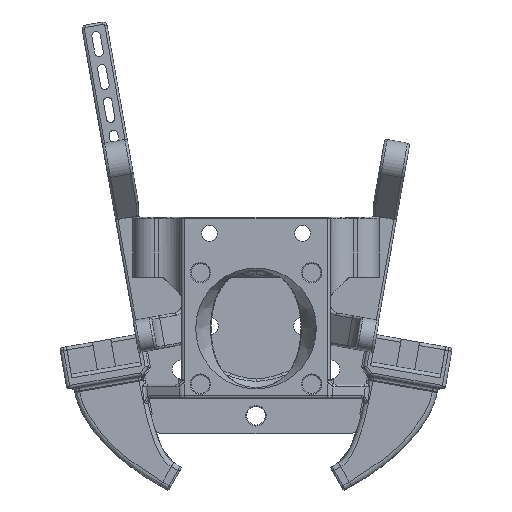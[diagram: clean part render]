
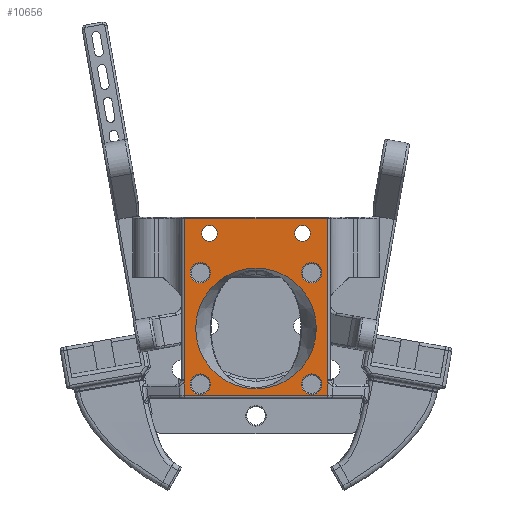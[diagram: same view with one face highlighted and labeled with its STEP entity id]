
A CAD part, front view. The second image highlights one B-rep face of the part: STEP entity #10656.
In plain terms, the highlighted planar face has unit normal (0, -1, 0).
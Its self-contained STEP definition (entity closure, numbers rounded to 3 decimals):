
#599=FACE_BOUND('',#2515,.T.);
#600=FACE_BOUND('',#2516,.T.);
#601=FACE_BOUND('',#2517,.T.);
#602=FACE_BOUND('',#2518,.T.);
#603=FACE_BOUND('',#2519,.T.);
#604=FACE_BOUND('',#2520,.T.);
#605=FACE_BOUND('',#2521,.T.);
#699=CIRCLE('',#11107,2.2);
#703=CIRCLE('',#11113,2.2);
#875=CIRCLE('',#11462,1.6);
#936=CIRCLE('',#11626,1.7);
#974=CIRCLE('',#11684,1.6);
#975=CIRCLE('',#11685,13.);
#976=CIRCLE('',#11686,2.2);
#977=CIRCLE('',#11687,1.7);
#978=CIRCLE('',#11688,2.2);
#1821=FACE_OUTER_BOUND('',#2514,.T.);
#2514=EDGE_LOOP('',(#8721,#8722,#8723,#8724,#8725,#8726,#8727,#8728));
#2515=EDGE_LOOP('',(#8729));
#2516=EDGE_LOOP('',(#8730));
#2517=EDGE_LOOP('',(#8731));
#2518=EDGE_LOOP('',(#8732));
#2519=EDGE_LOOP('',(#8733));
#2520=EDGE_LOOP('',(#8734));
#2521=EDGE_LOOP('',(#8735));
#3147=LINE('',#19050,#3874);
#3225=LINE('',#19909,#3952);
#3258=LINE('',#20509,#3985);
#3272=LINE('',#20726,#3999);
#3273=LINE('',#20729,#4000);
#3274=LINE('',#20732,#4001);
#3874=VECTOR('',#13518,1000.);
#3952=VECTOR('',#13848,1000.);
#3985=VECTOR('',#13999,10.);
#3999=VECTOR('',#14079,1000.);
#4000=VECTOR('',#14082,1000.);
#4001=VECTOR('',#14085,1000.);
#4460=VERTEX_POINT('',#16106);
#4464=VERTEX_POINT('',#16118);
#4522=VERTEX_POINT('',#16356);
#4643=VERTEX_POINT('',#17708);
#4746=VERTEX_POINT('',#19045);
#4747=VERTEX_POINT('',#19049);
#4847=VERTEX_POINT('',#20360);
#4877=VERTEX_POINT('',#20508);
#4918=VERTEX_POINT('',#20724);
#4919=VERTEX_POINT('',#20728);
#4920=VERTEX_POINT('',#20730);
#4921=VERTEX_POINT('',#20733);
#4922=VERTEX_POINT('',#20735);
#4923=VERTEX_POINT('',#20737);
#4924=VERTEX_POINT('',#20739);
#5493=EDGE_CURVE('',#4460,#4460,#699,.T.);
#5499=EDGE_CURVE('',#4464,#4464,#703,.T.);
#5949=EDGE_CURVE('',#4643,#4746,#875,.F.);
#5951=EDGE_CURVE('',#4747,#4643,#3147,.F.);
#6114=EDGE_CURVE('',#4746,#4522,#3225,.F.);
#6162=EDGE_CURVE('',#4847,#4847,#936,.F.);
#6200=EDGE_CURVE('',#4522,#4877,#3258,.T.);
#6250=EDGE_CURVE('',#4918,#4747,#3272,.T.);
#6251=EDGE_CURVE('',#4918,#4919,#3273,.F.);
#6252=EDGE_CURVE('',#4919,#4920,#974,.F.);
#6253=EDGE_CURVE('',#4920,#4877,#3274,.F.);
#6254=EDGE_CURVE('',#4921,#4921,#975,.T.);
#6255=EDGE_CURVE('',#4922,#4922,#976,.T.);
#6256=EDGE_CURVE('',#4923,#4923,#977,.F.);
#6257=EDGE_CURVE('',#4924,#4924,#978,.T.);
#8721=ORIENTED_EDGE('',*,*,#6200,.F.);
#8722=ORIENTED_EDGE('',*,*,#6114,.F.);
#8723=ORIENTED_EDGE('',*,*,#5949,.F.);
#8724=ORIENTED_EDGE('',*,*,#5951,.F.);
#8725=ORIENTED_EDGE('',*,*,#6250,.F.);
#8726=ORIENTED_EDGE('',*,*,#6251,.T.);
#8727=ORIENTED_EDGE('',*,*,#6252,.T.);
#8728=ORIENTED_EDGE('',*,*,#6253,.T.);
#8729=ORIENTED_EDGE('',*,*,#6254,.F.);
#8730=ORIENTED_EDGE('',*,*,#5499,.T.);
#8731=ORIENTED_EDGE('',*,*,#6162,.F.);
#8732=ORIENTED_EDGE('',*,*,#5493,.T.);
#8733=ORIENTED_EDGE('',*,*,#6255,.F.);
#8734=ORIENTED_EDGE('',*,*,#6256,.T.);
#8735=ORIENTED_EDGE('',*,*,#6257,.F.);
#10235=PLANE('',#11683);
#10656=ADVANCED_FACE('',(#1821,#599,#600,#601,#602,#603,#604,#605),#10235,
 .T.);
#11107=AXIS2_PLACEMENT_3D('',#16107,#12609,#12610);
#11113=AXIS2_PLACEMENT_3D('',#16119,#12623,#12624);
#11462=AXIS2_PLACEMENT_3D('',#19046,#13512,#13513);
#11626=AXIS2_PLACEMENT_3D('',#20361,#13937,#13938);
#11683=AXIS2_PLACEMENT_3D('',#20727,#14080,#14081);
#11684=AXIS2_PLACEMENT_3D('',#20731,#14083,#14084);
#11685=AXIS2_PLACEMENT_3D('',#20734,#14086,#14087);
#11686=AXIS2_PLACEMENT_3D('',#20736,#14088,#14089);
#11687=AXIS2_PLACEMENT_3D('',#20738,#14090,#14091);
#11688=AXIS2_PLACEMENT_3D('',#20740,#14092,#14093);
#12609=DIRECTION('center_axis',(0.,1.,0.));
#12610=DIRECTION('ref_axis',(0.,0.,
-1.));
#12623=DIRECTION('center_axis',(0.,1.,0.));
#12624=DIRECTION('ref_axis',(0.,0.,
-1.));
#13512=DIRECTION('center_axis',(0.,1.,0.));
#13513=DIRECTION('ref_axis',(0.,0.,
-1.));
#13518=DIRECTION('',(0.,0.,-1.));
#13848=DIRECTION('',(0.,0.,-1.));
#13937=DIRECTION('center_axis',(0.,1.,0.));
#13938=DIRECTION('ref_axis',(0.,0.,
-1.));
#13999=DIRECTION('',(1.,0.,0.));
#14079=DIRECTION('',(-1.,0.,0.));
#14080=DIRECTION('center_axis',(0.,-1.,0.));
#14081=DIRECTION('ref_axis',(1.,0.,0.));
#14082=DIRECTION('',(0.,0.,-1.));
#14083=DIRECTION('center_axis',(0.,-1.,0.));
#14084=DIRECTION('ref_axis',(0.,0.,-1.));
#14085=DIRECTION('',(0.,0.,-1.));
#14086=DIRECTION('center_axis',(0.,-1.,0.));
#14087=DIRECTION('ref_axis',(1.,0.,0.));
#14088=DIRECTION('center_axis',(0.,-1.,0.));
#14089=DIRECTION('ref_axis',(0.,0.,
-1.));
#14090=DIRECTION('center_axis',(0.,-1.,0.));
#14091=DIRECTION('ref_axis',(0.,0.,-1.));
#14092=DIRECTION('center_axis',(0.,-1.,0.));
#14093=DIRECTION('ref_axis',(0.,0.,
-1.));
#16106=CARTESIAN_POINT('',(-12.,-30.5,-5.895));
#16107=CARTESIAN_POINT('Origin',(-12.,-30.5,-8.095));
#16118=CARTESIAN_POINT('',(-12.,-30.5,-29.895));
#16119=CARTESIAN_POINT('Origin',(-12.,-30.5,-32.095));
#16356=CARTESIAN_POINT('',(-15.4,-30.5,3.605));
#17708=CARTESIAN_POINT('',(-15.424,-30.5,-31.371));
#19045=CARTESIAN_POINT('',(-15.4,-30.5,-31.095));
#19046=CARTESIAN_POINT('Origin',(-17.,-30.5,-31.095));
#19049=CARTESIAN_POINT('',(-15.424,-30.5,-34.595));
#19050=CARTESIAN_POINT('',(-15.424,-30.5,-32.344));
#19909=CARTESIAN_POINT('',(-15.4,-30.5,-14.595));
#20360=CARTESIAN_POINT('',(-10.,-30.5,-1.295));
#20361=CARTESIAN_POINT('Origin',(-10.,-30.5,0.405));
#20508=CARTESIAN_POINT('',(15.4,-30.5,3.605));
#20509=CARTESIAN_POINT('',(-0.057,-30.5,3.605));
#20724=CARTESIAN_POINT('',(15.424,-30.5,-34.595));
#20726=CARTESIAN_POINT('',(-15.424,-30.5,-34.595));
#20727=CARTESIAN_POINT('Origin',(0.,-30.5,-14.595));
#20728=CARTESIAN_POINT('',(15.424,-30.5,-31.371));
#20729=CARTESIAN_POINT('',(15.424,-30.5,-32.344));
#20730=CARTESIAN_POINT('',(15.4,-30.5,-31.095));
#20731=CARTESIAN_POINT('Origin',(17.,-30.5,-31.095));
#20732=CARTESIAN_POINT('',(15.4,-30.5,-14.595));
#20733=CARTESIAN_POINT('',(13.,-30.5,-20.095));
#20734=CARTESIAN_POINT('Origin',(0.,-30.5,-20.095));
#20735=CARTESIAN_POINT('',(12.,-30.5,-5.895));
#20736=CARTESIAN_POINT('Origin',(12.,-30.5,-8.095));
#20737=CARTESIAN_POINT('',(10.,-30.5,-1.295));
#20738=CARTESIAN_POINT('Origin',(10.,-30.5,0.405));
#20739=CARTESIAN_POINT('',(12.,-30.5,-29.895));
#20740=CARTESIAN_POINT('Origin',(12.,-30.5,-32.095));
